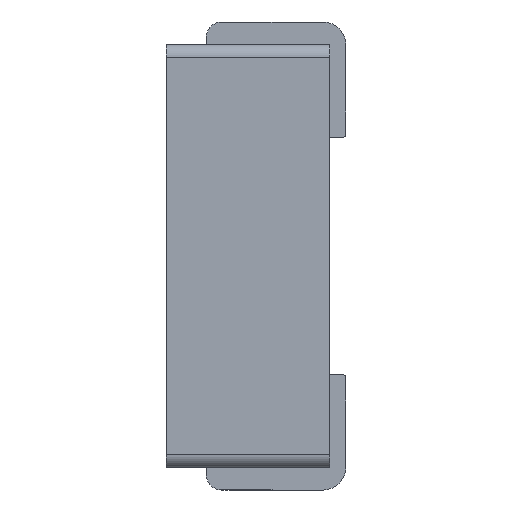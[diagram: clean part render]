
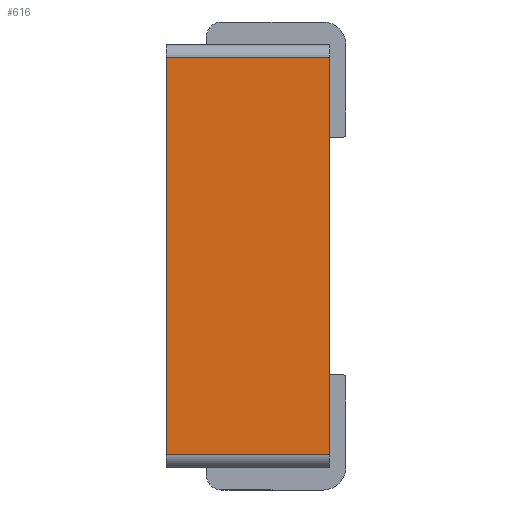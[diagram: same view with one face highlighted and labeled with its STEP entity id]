
A CAD part, left-side view. The second image highlights one B-rep face of the part: STEP entity #616.
In plain terms, the highlighted planar face has unit normal (-1, 0, 0).
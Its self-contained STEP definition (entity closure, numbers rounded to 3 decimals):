
#227 = FACE_OUTER_BOUND ( 'NONE', #4118, .T. ) ;
#381 = CARTESIAN_POINT ( 'NONE',  ( -3.3, 2.55, -3.1 ) ) ;
#601 = VERTEX_POINT ( 'NONE', #3725 ) ;
#603 = VECTOR ( 'NONE', #4501, 1000. ) ;
#616 = ADVANCED_FACE ( 'NONE', ( #227 ), #2187, .F. ) ;
#843 = EDGE_CURVE ( 'NONE', #5436, #3809, #4886, .T. ) ;
#1085 = VERTEX_POINT ( 'NONE', #381 ) ;
#1146 = LINE ( 'NONE', #2391, #2214 ) ;
#1501 = CARTESIAN_POINT ( 'NONE',  ( -3.3, 2.55, -3.3 ) ) ;
#1576 = AXIS2_PLACEMENT_3D ( 'NONE', #1501, #5543, #5116 ) ;
#1624 = CARTESIAN_POINT ( 'NONE',  ( -3.3, 0., 3.1 ) ) ;
#1854 = DIRECTION ( 'NONE',  ( 0., 1., 0. ) ) ;
#1866 = EDGE_CURVE ( 'NONE', #1085, #601, #2878, .T. ) ;
#1930 = ORIENTED_EDGE ( 'NONE', *, *, #843, .T. ) ;
#1940 = ORIENTED_EDGE ( 'NONE', *, *, #4613, .F. ) ;
#1989 = ORIENTED_EDGE ( 'NONE', *, *, #1866, .T. ) ;
#2187 = PLANE ( 'NONE',  #1576 ) ;
#2214 = VECTOR ( 'NONE', #2340, 1000. ) ;
#2264 = VECTOR ( 'NONE', #3910, 1000. ) ;
#2340 = DIRECTION ( 'NONE',  ( 0., 0., 1. ) ) ;
#2391 = CARTESIAN_POINT ( 'NONE',  ( -3.3, 0., -3.3 ) ) ;
#2839 = CARTESIAN_POINT ( 'NONE',  ( -3.3, 2.55, 3.1 ) ) ;
#2878 = LINE ( 'NONE', #4522, #603 ) ;
#3198 = CARTESIAN_POINT ( 'NONE',  ( -3.3, 2.55, 3.1 ) ) ;
#3350 = EDGE_CURVE ( 'NONE', #601, #5436, #1146, .T. ) ;
#3494 = VECTOR ( 'NONE', #1854, 1000. ) ;
#3604 = LINE ( 'NONE', #4020, #2264 ) ;
#3725 = CARTESIAN_POINT ( 'NONE',  ( -3.3, 0., -3.1 ) ) ;
#3809 = VERTEX_POINT ( 'NONE', #2839 ) ;
#3910 = DIRECTION ( 'NONE',  ( 0., 0., 1. ) ) ;
#4020 = CARTESIAN_POINT ( 'NONE',  ( -3.3, 2.55, -3.3 ) ) ;
#4118 = EDGE_LOOP ( 'NONE', ( #5251, #1930, #1940, #1989 ) ) ;
#4501 = DIRECTION ( 'NONE',  ( 0., -1., 0. ) ) ;
#4522 = CARTESIAN_POINT ( 'NONE',  ( -3.3, 2.55, -3.1 ) ) ;
#4613 = EDGE_CURVE ( 'NONE', #1085, #3809, #3604, .T. ) ;
#4886 = LINE ( 'NONE', #3198, #3494 ) ;
#5116 = DIRECTION ( 'NONE',  ( 0., 0., -1. ) ) ;
#5251 = ORIENTED_EDGE ( 'NONE', *, *, #3350, .T. ) ;
#5436 = VERTEX_POINT ( 'NONE', #1624 ) ;
#5543 = DIRECTION ( 'NONE',  ( 1., 0., 0. ) ) ;
